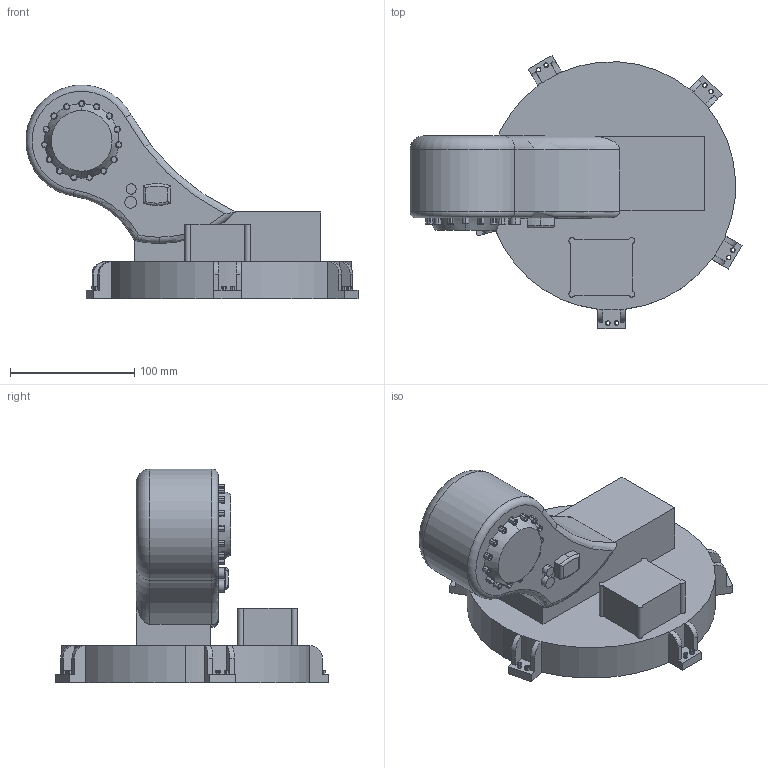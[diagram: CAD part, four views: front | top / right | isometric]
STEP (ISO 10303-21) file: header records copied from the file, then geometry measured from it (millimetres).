
FILE_DESCRIPTION (( 'STEP AP203' ), '1' );
FILE_NAME ('Pièce1_Défaut_sldprt.STEP', '2023-11-23T19:28:05', ( '' ), ( '' ), 'SwSTEP 2.0', 'SolidWorks 2018', '' );
FILE_SCHEMA (( 'CONFIG_CONTROL_DESIGN' ));
Length unit declared in the file: millimetre
Products named in the file (1): Pièce1_Défaut_sldprt
Bounding box: 267.5 x 220.09 x 172.22 mm (x, y, z)
Volume: 2034780.9 mm3; surface area: 154348.5 mm2
Topology: 1 solids, 1 shells, 355 faces, 950 edges, 629 vertices
Faces by surface type: plane 250, cylinder 92, torus 11, cone 2
Entity records: 11712 total; most frequent: CARTESIAN_POINT 2569, ORIENTED_EDGE 1900, DIRECTION 1841, EDGE_CURVE 950, LINE 695, VECTOR 695, VERTEX_POINT 629, AXIS2_PLACEMENT_3D 573
